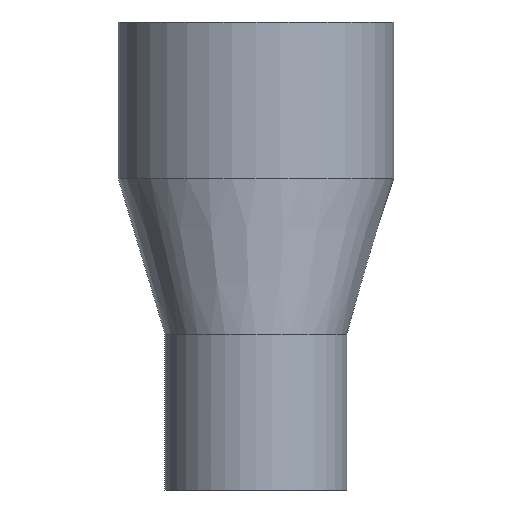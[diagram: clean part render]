
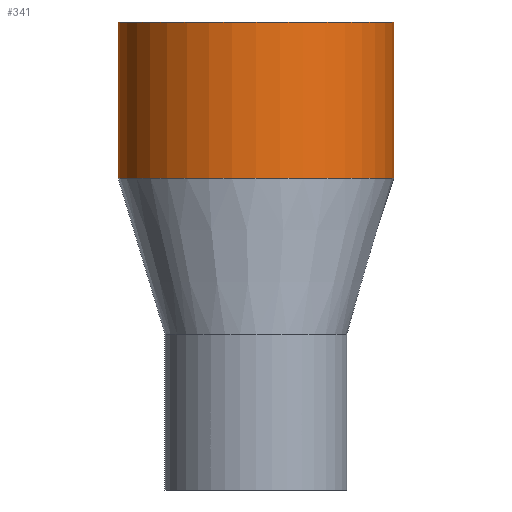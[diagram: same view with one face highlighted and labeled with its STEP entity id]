
A CAD part, front view. The second image highlights one B-rep face of the part: STEP entity #341.
In plain terms, the highlighted cylindrical face has radius 26.5 mm (diameter 53 mm), a full revolution.
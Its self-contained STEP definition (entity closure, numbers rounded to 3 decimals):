
#289=CARTESIAN_POINT('',(26.5,9.,90.0));
#290=VERTEX_POINT('',#289);
#291=CARTESIAN_POINT('',(0.0,9.,90.0));
#292=DIRECTION('',(0.0,0.0,1.0));
#293=DIRECTION('',(1.0,0.0,0.0));
#294=AXIS2_PLACEMENT_3D('',#291,#292,#293);
#295=CIRCLE('',#294,26.5);
#296=EDGE_CURVE('',#290,#290,#295,.T.);
#304=CARTESIAN_POINT('',(0.0,9.,60.0));
#305=DIRECTION('',(0.0,0.0,1.0));
#306=DIRECTION('',(1.0,0.0,0.0));
#307=AXIS2_PLACEMENT_3D('',#304,#305,#306);
#308=CYLINDRICAL_SURFACE('',#307,26.5);
#309=CARTESIAN_POINT('',(26.5,9.,60.0));
#310=VERTEX_POINT('',#309);
#311=CARTESIAN_POINT('',(-26.5,9.0,60.0));
#312=VERTEX_POINT('',#311);
#313=CARTESIAN_POINT('',(0.0,9.,60.0));
#314=DIRECTION('',(0.0,0.0,1.0));
#315=DIRECTION('',(1.0,0.0,0.0));
#316=AXIS2_PLACEMENT_3D('',#313,#314,#315);
#317=CIRCLE('',#316,26.5);
#318=EDGE_CURVE('',#310,#312,#317,.T.);
#319=ORIENTED_EDGE('',*,*,#318,.T.);
#320=CARTESIAN_POINT('',(0.,-17.5,60.0));
#321=VERTEX_POINT('',#320);
#322=CARTESIAN_POINT('',(0.0,9.,60.0));
#323=DIRECTION('',(0.0,0.0,1.0));
#324=DIRECTION('',(1.0,0.0,0.0));
#325=AXIS2_PLACEMENT_3D('',#322,#323,#324);
#326=CIRCLE('',#325,26.5);
#327=EDGE_CURVE('',#312,#321,#326,.T.);
#328=ORIENTED_EDGE('',*,*,#327,.T.);
#329=CARTESIAN_POINT('',(0.0,9.,60.0));
#330=DIRECTION('',(0.0,0.0,1.0));
#331=DIRECTION('',(1.0,0.0,0.0));
#332=AXIS2_PLACEMENT_3D('',#329,#330,#331);
#333=CIRCLE('',#332,26.5);
#334=EDGE_CURVE('',#321,#310,#333,.T.);
#335=ORIENTED_EDGE('',*,*,#334,.T.);
#336=EDGE_LOOP('',(#319,#328,#335));
#337=FACE_OUTER_BOUND('',#336,.T.);
#338=ORIENTED_EDGE('',*,*,#296,.F.);
#339=EDGE_LOOP('',(#338));
#340=FACE_BOUND('',#339,.T.);
#341=ADVANCED_FACE('',(#337,#340),#308,.T.);
